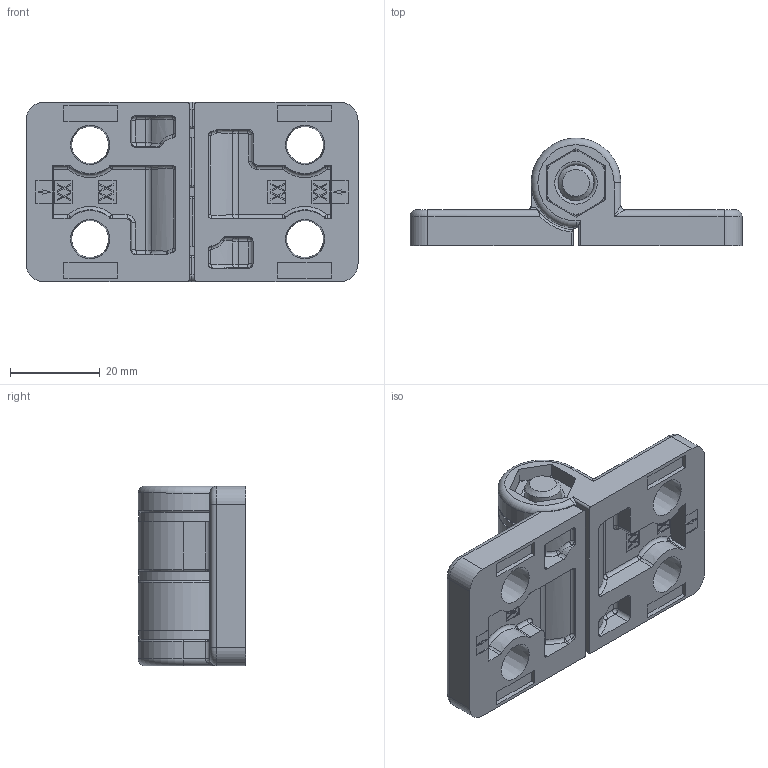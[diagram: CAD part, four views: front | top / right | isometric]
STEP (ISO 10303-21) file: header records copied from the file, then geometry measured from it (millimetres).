
FILE_DESCRIPTION (( 'STEP AP214' ), '1' );
FILE_NAME ('095z4045f00s.STEP', '2014-11-27T12:42:42', ( 'Admin' ), ( 'Hewlett-Packard Company' ), 'SwSTEP 2.0', 'SolidWorks 2014', '' );
FILE_SCHEMA (( 'AUTOMOTIVE_DESIGN' ));
Length unit declared in the file: millimetre
Products named in the file (5): 095z-01_095z.01; 095z-02_095Z.02; 095z40_095 zf 45 f00 r; 095z40_095 z 40 f00 r; 095z4045f00s
Assembly tree (6 placements, depth 2):
  095z4045f00s
    095z40_095 z 40 f00 r
    095z40_095 zf 45 f00 r
    095z-02_095Z.02  x3
    095z-01_095z.01
Bounding box: 74 x 24 x 40 mm (x, y, z)
Volume: 27989.4 mm3; surface area: 16583 mm2
Topology: 6 solids, 6 shells, 468 faces, 1182 edges, 743 vertices
Faces by surface type: plane 243, cylinder 96, bspline 70, torus 40, cone 19
Full cylindrical faces by diameter (mm): 7.9 x3, 8 x4, 19.7 x3
Entity records: 14982 total; most frequent: CARTESIAN_POINT 4419, ORIENTED_EDGE 2268, DIRECTION 1938, EDGE_CURVE 1134, VERTEX_POINT 726, VECTOR 696, LINE 696, AXIS2_PLACEMENT_3D 621
